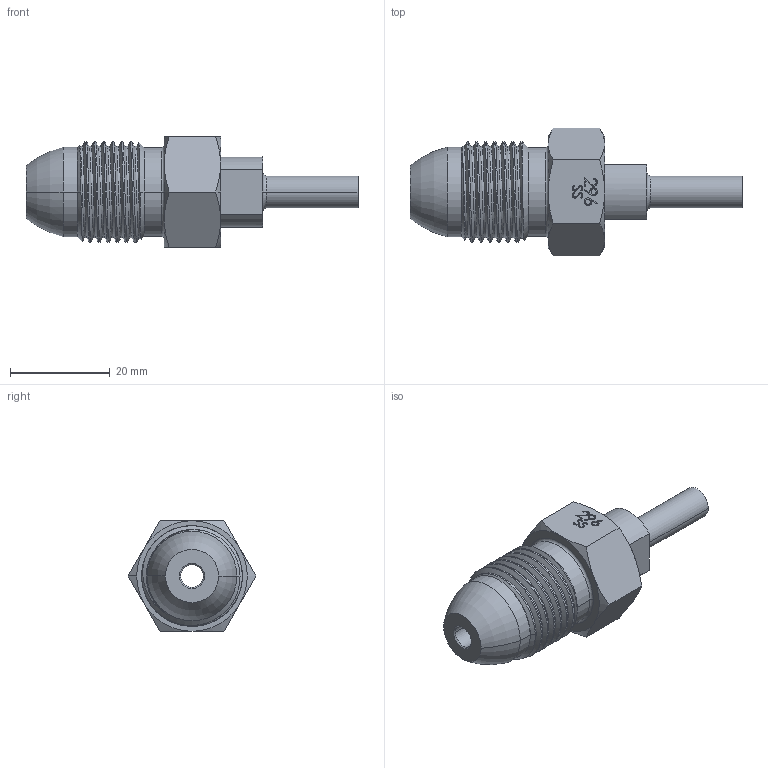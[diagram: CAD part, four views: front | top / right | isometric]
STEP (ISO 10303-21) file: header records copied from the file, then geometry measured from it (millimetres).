
FILE_DESCRIPTION (( 'STEP AP203' ), '1' );
FILE_NAME ('INL-296SS-4TS-42F.STEP', '2025-08-28T16:40:14', ( '' ), ( '' ), 'SwSTEP 2.0', 'SolidWorks 2018', '' );
FILE_SCHEMA (( 'CONFIG_CONTROL_DESIGN' ));
Length unit declared in the file: inch
Products named in the file (3): PRT-000957; INL-296SS-4TS-42F; PRT-000100
Assembly tree (2 placements, depth 2):
  INL-296SS-4TS-42F
    PRT-000957
    PRT-000100
Bounding box: 66.67 x 25.66 x 22.23 mm (x, y, z)
Volume: 12267.9 mm3; surface area: 7952.5 mm2
Topology: 2 solids, 2 shells, 160 faces, 402 edges, 256 vertices
Faces by surface type: bspline 57, plane 40, cone 27, cylinder 26, torus 10
Entity records: 13199 total; most frequent: CARTESIAN_POINT 9500, ORIENTED_EDGE 804, DIRECTION 524, EDGE_CURVE 402, VERTEX_POINT 256, AXIS2_PLACEMENT_3D 184, EDGE_LOOP 174, B_SPLINE_CURVE_WITH_KNOTS 170
